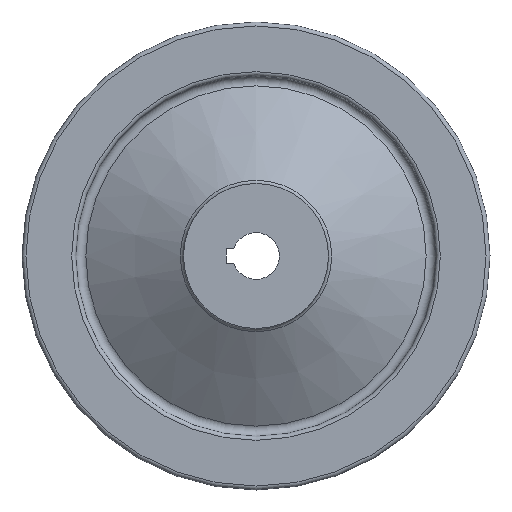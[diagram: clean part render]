
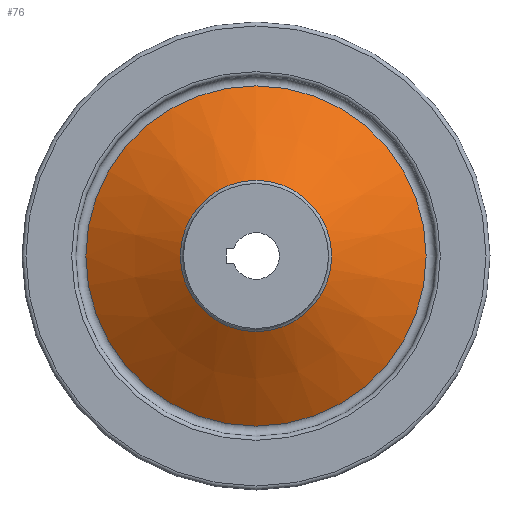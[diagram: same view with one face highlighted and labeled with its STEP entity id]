
A CAD part, left-side view. The second image highlights one B-rep face of the part: STEP entity #76.
In plain terms, the highlighted conical face has half-angle 57.989 degrees and reference radius 16.166 mm.
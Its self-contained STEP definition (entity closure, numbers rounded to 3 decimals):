
#76 = ADVANCED_FACE( '', ( #164, #165 ), #166, .T. );
#164 = FACE_OUTER_BOUND( '', #255, .T. );
#165 = FACE_BOUND( '', #256, .T. );
#166 = CONICAL_SURFACE( '', #257, 16.166, 1.012 );
#255 = EDGE_LOOP( '', ( #385 ) );
#256 = EDGE_LOOP( '', ( #386 ) );
#257 = AXIS2_PLACEMENT_3D( '', #387, #388, #389 );
#385 = ORIENTED_EDGE( '', *, *, #436, .F. );
#386 = ORIENTED_EDGE( '', *, *, #432, .T. );
#387 = CARTESIAN_POINT( '', ( 10.46, 0., 0. ) );
#388 = DIRECTION( '', ( 1., 0., 0. ) );
#389 = DIRECTION( '', ( 0., 0., -1. ) );
#432 = EDGE_CURVE( '', #485, #485, #486, .T. );
#436 = EDGE_CURVE( '', #492, #492, #493, .T. );
#485 = VERTEX_POINT( '', #561 );
#486 = CIRCLE( '', #562, 16.166 );
#492 = VERTEX_POINT( '', #568 );
#493 = CIRCLE( '', #569, 36.357 );
#561 = CARTESIAN_POINT( '', ( 10.46, 0., -16.166 ) );
#562 = AXIS2_PLACEMENT_3D( '', #647, #648, #649 );
#568 = CARTESIAN_POINT( '', ( 23.082, 0., -36.357 ) );
#569 = AXIS2_PLACEMENT_3D( '', #656, #657, #658 );
#647 = CARTESIAN_POINT( '', ( 10.46, 0., 0. ) );
#648 = DIRECTION( '', ( 1., 0., 0. ) );
#649 = DIRECTION( '', ( 0., 0., -1. ) );
#656 = CARTESIAN_POINT( '', ( 23.082, 0., 0. ) );
#657 = DIRECTION( '', ( 1., 0., 0. ) );
#658 = DIRECTION( '', ( 0., 0., -1. ) );
